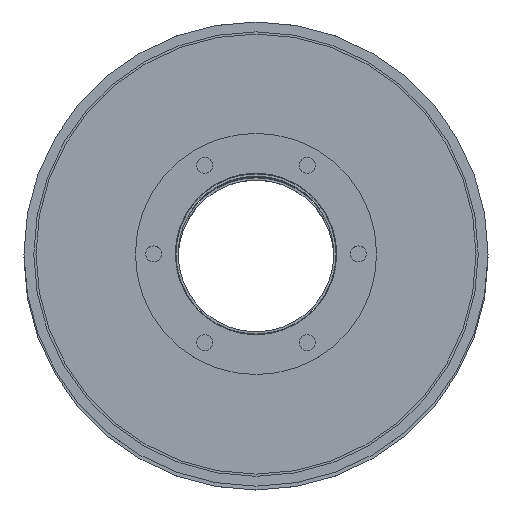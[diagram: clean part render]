
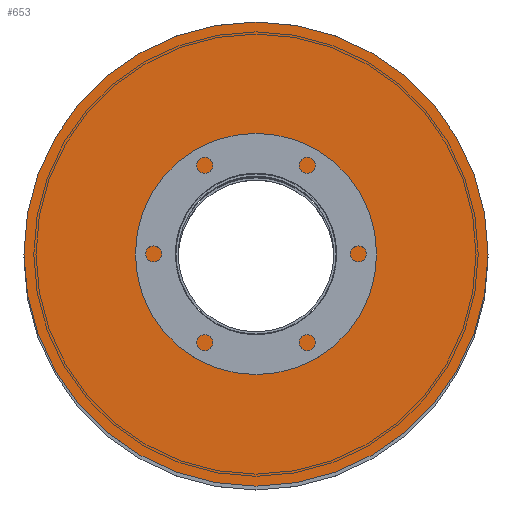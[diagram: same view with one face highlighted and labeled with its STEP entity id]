
A CAD part, top view. The second image highlights one B-rep face of the part: STEP entity #653.
In plain terms, the highlighted planar face has unit normal (0, 0, 1).
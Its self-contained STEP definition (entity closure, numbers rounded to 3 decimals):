
#12 = DIRECTION ( 'NONE',  (-1.0, 0.0, 0.0 ) ) ;
#15 = DIRECTION ( 'NONE',  (0.0,0.0,1.0 ) ) ;
#16 = DIRECTION ( 'NONE',  (0.0,0.0, -1.0 ) ) ;
#590 = CARTESIAN_POINT ( 'NONE',  ( 0 ,0,-8 ) ) ;
#591 = CARTESIAN_POINT ( 'NONE',  ( 110.5 ,0,-8 ) ) ;
#606 = VERTEX_POINT ( 'NONE', #591 ) ;
#607 = AXIS2_PLACEMENT_3D ( 'NONE', #590, #15, #12 ) ;
#608 = CIRCLE ( 'NONE', #607,110.5 ) ;
#609 = EDGE_CURVE ( 'NONE', #606, #606, #608, .T. ) ;
#610 = ORIENTED_EDGE ( 'NONE', *, *,#609,.F.  ) ;
#611 = EDGE_LOOP ( 'NONE', ( #610)) ;
#612 = FACE_BOUND ( 'NONE', #611, .T. ) ;
#614 = CARTESIAN_POINT ( 'NONE',  ( 0 ,0,-8 ) ) ;
#615 = CARTESIAN_POINT ( 'NONE',  ( 317.5 ,0,-8 ) ) ;
#630 = VERTEX_POINT ( 'NONE', #615 ) ;
#631 = AXIS2_PLACEMENT_3D ( 'NONE', #614, #16, #12 ) ;
#632 = CIRCLE ( 'NONE', #631,317.5 ) ;
#633 = EDGE_CURVE ( 'NONE', #630, #630, #632, .T. ) ;
#646 = AXIS2_PLACEMENT_3D ( 'NONE', #614, #16, #12 ) ;
#647 = PLANE ( 'NONE',  #646 ) ;
#648 = ORIENTED_EDGE ( 'NONE', *, *, #633, .F. ) ;
#649 = EDGE_LOOP ( 'NONE', ( #648)) ;
#650 = FACE_OUTER_BOUND ( 'NONE', #649, .T. ) ;
#653 = ADVANCED_FACE ( 'NONE', (  #650, #612),#647,.F. ) ;
